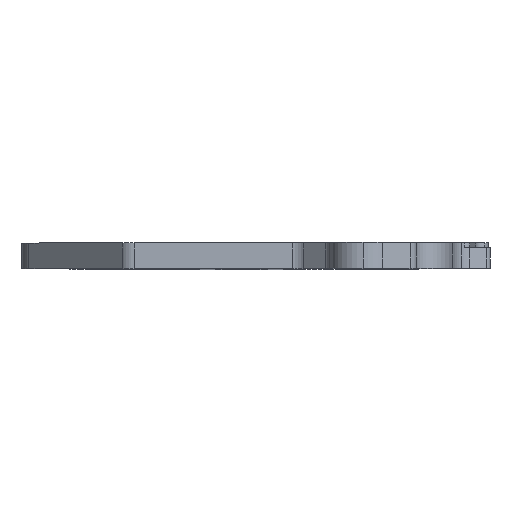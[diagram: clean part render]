
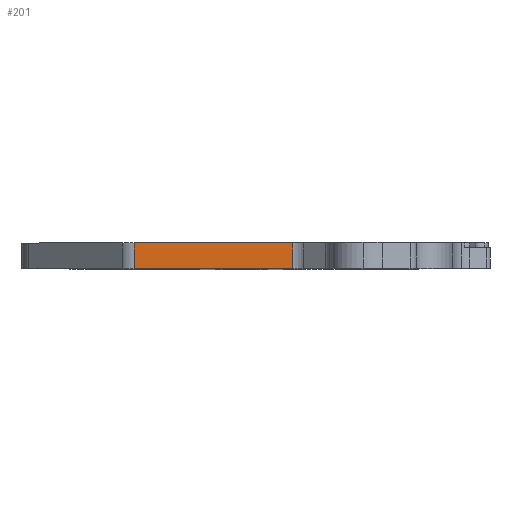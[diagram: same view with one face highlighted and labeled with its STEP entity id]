
A CAD part, top view. The second image highlights one B-rep face of the part: STEP entity #201.
In plain terms, the highlighted planar face has unit normal (0, 0, 1).
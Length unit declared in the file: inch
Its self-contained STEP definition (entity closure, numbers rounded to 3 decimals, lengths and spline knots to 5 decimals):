
#3 = ORIENTED_EDGE ( 'NONE', *, *, #1014, .T. ) ;
#100 = DIRECTION ( 'NONE',  ( 0., 0., 1. ) ) ;
#201 = ADVANCED_FACE ( 'NONE', ( #3008 ), #1910, .T. ) ;
#763 = CARTESIAN_POINT ( 'NONE',  ( 0.24693, 0., 0.49213 ) ) ;
#833 = CARTESIAN_POINT ( 'NONE',  ( -0.52047, 0., 0.49213 ) ) ;
#876 = LINE ( 'NONE', #1645, #3176 ) ;
#939 = VERTEX_POINT ( 'NONE', #1107 ) ;
#1014 = EDGE_CURVE ( 'NONE', #1918, #1421, #2118, .T. ) ;
#1107 = CARTESIAN_POINT ( 'NONE',  ( 0.24693, 0.125, 0.49213 ) ) ;
#1108 = DIRECTION ( 'NONE',  ( 0., 1., 0. ) ) ;
#1157 = VECTOR ( 'NONE', #1108, 39.37008 ) ;
#1421 = VERTEX_POINT ( 'NONE', #2404 ) ;
#1498 = EDGE_LOOP ( 'NONE', ( #3479, #3, #1763, #2663 ) ) ;
#1645 = CARTESIAN_POINT ( 'NONE',  ( 0., 0.125, 0.49213 ) ) ;
#1703 = CARTESIAN_POINT ( 'NONE',  ( -0.52047, -1.69537, 0.49213 ) ) ;
#1763 = ORIENTED_EDGE ( 'NONE', *, *, #1913, .T. ) ;
#1910 = PLANE ( 'NONE',  #2375 ) ;
#1913 = EDGE_CURVE ( 'NONE', #1421, #939, #4383, .T. ) ;
#1918 = VERTEX_POINT ( 'NONE', #833 ) ;
#1987 = EDGE_CURVE ( 'NONE', #4098, #939, #876, .T. ) ;
#2118 = LINE ( 'NONE', #4068, #4152 ) ;
#2375 = AXIS2_PLACEMENT_3D ( 'NONE', #3793, #100, #3410 ) ;
#2404 = CARTESIAN_POINT ( 'NONE',  ( 0.24693, 0., 0.49213 ) ) ;
#2437 = VECTOR ( 'NONE', #4289, 39.37008 ) ;
#2528 = DIRECTION ( 'NONE',  ( 1., 0., 0. ) ) ;
#2663 = ORIENTED_EDGE ( 'NONE', *, *, #1987, .F. ) ;
#3008 = FACE_OUTER_BOUND ( 'NONE', #1498, .T. ) ;
#3176 = VECTOR ( 'NONE', #4589, 39.37008 ) ;
#3410 = DIRECTION ( 'NONE',  ( 1., 0., 0. ) ) ;
#3479 = ORIENTED_EDGE ( 'NONE', *, *, #3614, .F. ) ;
#3614 = EDGE_CURVE ( 'NONE', #1918, #4098, #4314, .T. ) ;
#3793 = CARTESIAN_POINT ( 'NONE',  ( -0.48425, 0., 0.49213 ) ) ;
#4068 = CARTESIAN_POINT ( 'NONE',  ( 0., 0., 0.49213 ) ) ;
#4098 = VERTEX_POINT ( 'NONE', #4506 ) ;
#4152 = VECTOR ( 'NONE', #2528, 39.37008 ) ;
#4289 = DIRECTION ( 'NONE',  ( 0., 1., 0. ) ) ;
#4314 = LINE ( 'NONE', #1703, #2437 ) ;
#4383 = LINE ( 'NONE', #763, #1157 ) ;
#4506 = CARTESIAN_POINT ( 'NONE',  ( -0.52047, 0.125, 0.49213 ) ) ;
#4589 = DIRECTION ( 'NONE',  ( 1., 0., 0. ) ) ;
